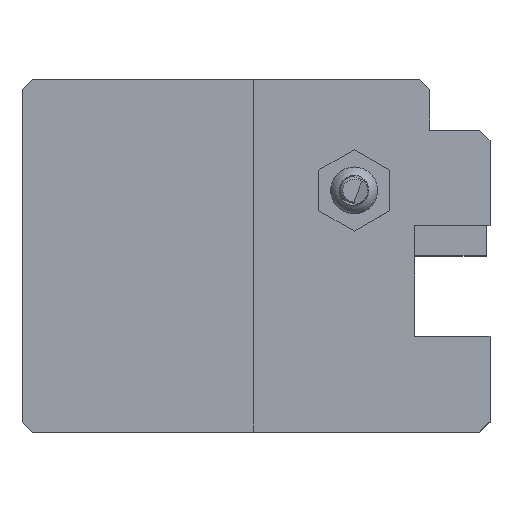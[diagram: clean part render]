
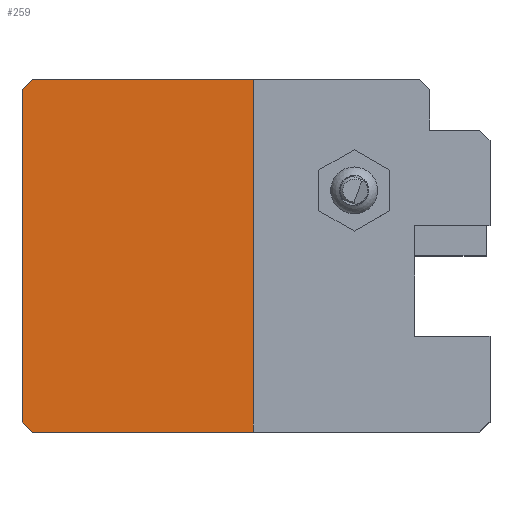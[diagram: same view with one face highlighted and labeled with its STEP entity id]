
A CAD part, top view. The second image highlights one B-rep face of the part: STEP entity #259.
In plain terms, the highlighted planar face has unit normal (0, 0, 1).
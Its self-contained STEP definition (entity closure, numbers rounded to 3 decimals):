
#55=LINE('',#1167,#143);
#59=LINE('',#1176,#147);
#73=LINE('',#1205,#161);
#88=LINE('',#1235,#176);
#89=LINE('',#1237,#177);
#90=LINE('',#1239,#178);
#143=VECTOR('',#948,1.);
#147=VECTOR('',#954,1.);
#161=VECTOR('',#978,1.);
#176=VECTOR('',#997,1.);
#177=VECTOR('',#998,1.);
#178=VECTOR('',#999,1.);
#259=ADVANCED_FACE('',(#341),#304,.T.);
#304=PLANE('',#884);
#341=FACE_OUTER_BOUND('',#384,.T.);
#384=EDGE_LOOP('',(#472,#473,#474,#475,#476,#477));
#472=ORIENTED_EDGE('',*,*,#771,.F.);
#473=ORIENTED_EDGE('',*,*,#772,.F.);
#474=ORIENTED_EDGE('',*,*,#773,.T.);
#475=ORIENTED_EDGE('',*,*,#742,.T.);
#476=ORIENTED_EDGE('',*,*,#738,.T.);
#477=ORIENTED_EDGE('',*,*,#756,.T.);
#659=VERTEX_POINT('',#1168);
#660=VERTEX_POINT('',#1169);
#663=VERTEX_POINT('',#1177);
#673=VERTEX_POINT('',#1206);
#686=VERTEX_POINT('',#1236);
#687=VERTEX_POINT('',#1238);
#738=EDGE_CURVE('',#659,#660,#55,.T.);
#742=EDGE_CURVE('',#663,#659,#59,.T.);
#756=EDGE_CURVE('',#660,#673,#73,.T.);
#771=EDGE_CURVE('',#686,#673,#88,.T.);
#772=EDGE_CURVE('',#687,#686,#89,.T.);
#773=EDGE_CURVE('',#687,#663,#90,.T.);
#884=AXIS2_PLACEMENT_3D('',#1240,#1000,#1001);
#948=DIRECTION('',(0.,-1.,0.));
#954=DIRECTION('',(-0.707,-0.707,0.));
#978=DIRECTION('',(0.707,-0.707,0.));
#997=DIRECTION('',(-1.,0.,0.));
#998=DIRECTION('',(0.,-1.,0.));
#999=DIRECTION('',(-1.,0.,0.));
#1000=DIRECTION('',(0.,0.,1.));
#1001=DIRECTION('',(1.,0.,0.));
#1167=CARTESIAN_POINT('',(-41.,35.,22.));
#1168=CARTESIAN_POINT('',(-41.,33.,22.));
#1169=CARTESIAN_POINT('',(-41.,-33.,22.));
#1176=CARTESIAN_POINT('',(-17.,57.,22.));
#1177=CARTESIAN_POINT('',(-39.,35.,22.));
#1205=CARTESIAN_POINT('',(-52.,-22.,22.));
#1206=CARTESIAN_POINT('',(-39.,-35.,22.));
#1235=CARTESIAN_POINT('',(5.,-35.,22.));
#1236=CARTESIAN_POINT('',(5.,-35.,22.));
#1237=CARTESIAN_POINT('',(5.,35.,22.));
#1238=CARTESIAN_POINT('',(5.,35.,22.));
#1239=CARTESIAN_POINT('',(5.,35.,22.));
#1240=CARTESIAN_POINT('',(5.,35.,22.));
